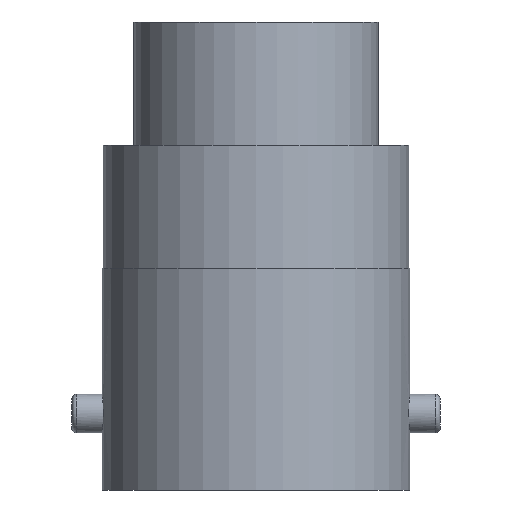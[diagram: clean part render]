
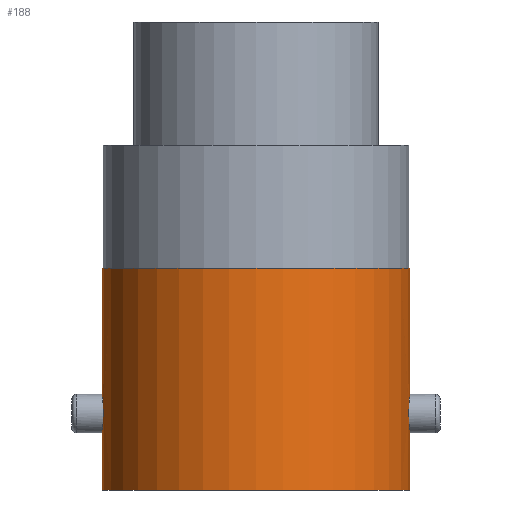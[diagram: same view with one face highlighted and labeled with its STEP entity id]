
A CAD part, front view. The second image highlights one B-rep face of the part: STEP entity #188.
In plain terms, the highlighted cylindrical face has radius 7.938 mm (diameter 15.875 mm), a full revolution.
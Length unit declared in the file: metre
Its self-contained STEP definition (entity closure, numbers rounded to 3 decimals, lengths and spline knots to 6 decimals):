
#16=B_SPLINE_CURVE_WITH_KNOTS('',3,(#336,#337,#338,#339,#340,#341,#342,
#343,#344,#345,#346),.UNSPECIFIED.,.T.,.F.,(1,1,1,1,1,1,1,1,1,1,1,1,1,1,
1),(-0.002347,-0.001565,-0.000782,0.,
0.000782,0.001565,0.002347,0.003129,
0.003911,0.004694,0.005476,0.006258,
0.007041,0.007823,0.008605),
 .UNSPECIFIED.);
#17=B_SPLINE_CURVE_WITH_KNOTS('',3,(#350,#351,#352,#353,#354,#355,#356,
#357,#358,#359,#360),.UNSPECIFIED.,.T.,.F.,(1,1,1,1,1,1,1,1,1,1,1,1,1,1,
1),(-0.002347,-0.001565,-0.000782,0.,
0.000782,0.001565,0.002347,0.003129,
0.003911,0.004694,0.005476,0.006258,
0.007041,0.007823,0.008605),
 .UNSPECIFIED.);
#36=ORIENTED_EDGE('',*,*,#66,.T.);
#37=ORIENTED_EDGE('',*,*,#67,.T.);
#38=ORIENTED_EDGE('',*,*,#65,.F.);
#39=ORIENTED_EDGE('',*,*,#68,.F.);
#65=EDGE_CURVE('',#82,#82,#99,.T.);
#66=EDGE_CURVE('',#83,#83,#16,.T.);
#67=EDGE_CURVE('',#84,#84,#100,.T.);
#68=EDGE_CURVE('',#85,#85,#17,.T.);
#82=VERTEX_POINT('',#334);
#83=VERTEX_POINT('',#347);
#84=VERTEX_POINT('',#349);
#85=VERTEX_POINT('',#361);
#99=CIRCLE('',#227,0.007938);
#100=CIRCLE('',#229,0.007938);
#119=EDGE_LOOP('',(#36));
#120=EDGE_LOOP('',(#37));
#121=EDGE_LOOP('',(#38));
#122=EDGE_LOOP('',(#39));
#153=FACE_BOUND('',#119,.T.);
#154=FACE_BOUND('',#120,.T.);
#155=FACE_BOUND('',#121,.T.);
#156=FACE_BOUND('',#122,.T.);
#178=CYLINDRICAL_SURFACE('',#228,0.007938);
#188=ADVANCED_FACE('',(#153,#154,#155,#156),#178,.T.);
#227=AXIS2_PLACEMENT_3D('',#333,#274,#275);
#228=AXIS2_PLACEMENT_3D('',#335,#276,#277);
#229=AXIS2_PLACEMENT_3D('',#348,#278,#279);
#274=DIRECTION('',(0.,0.,1.));
#275=DIRECTION('',(1.,0.,0.));
#276=DIRECTION('',(0.,0.,1.));
#277=DIRECTION('',(1.,0.,0.));
#278=DIRECTION('',(0.,0.,1.));
#279=DIRECTION('',(1.,0.,0.));
#333=CARTESIAN_POINT('',(0.,0.,0.));
#334=CARTESIAN_POINT('',(0.007938,0.,0.));
#335=CARTESIAN_POINT('',(0.,0.,-0.0115));
#336=CARTESIAN_POINT('',(0.007906,0.000784,-0.008283));
#337=CARTESIAN_POINT('',(0.007953,0.,-0.008608));
#338=CARTESIAN_POINT('',(0.007906,-0.000784,-0.008283));
#339=CARTESIAN_POINT('',(0.007858,-0.001108,-0.007501));
#340=CARTESIAN_POINT('',(0.007906,-0.000784,-0.006717));
#341=CARTESIAN_POINT('',(0.007953,0.,-0.006392));
#342=CARTESIAN_POINT('',(0.007906,0.000783,-0.006716));
#343=CARTESIAN_POINT('',(0.007858,0.001108,-0.007499));
#344=CARTESIAN_POINT('',(0.007906,0.000784,-0.008283));
#345=CARTESIAN_POINT('',(0.007953,0.,-0.008608));
#346=CARTESIAN_POINT('',(0.007906,-0.000784,-0.008283));
#347=CARTESIAN_POINT('',(0.007938,0.,-0.0085));
#348=CARTESIAN_POINT('',(0.,0.,-0.011441));
#349=CARTESIAN_POINT('',(0.007938,0.,-0.011441));
#350=CARTESIAN_POINT('',(-0.007906,0.000784,-0.008283));
#351=CARTESIAN_POINT('',(-0.007953,0.,-0.008608));
#352=CARTESIAN_POINT('',(-0.007906,-0.000784,-0.008283));
#353=CARTESIAN_POINT('',(-0.007858,-0.001108,-0.007501));
#354=CARTESIAN_POINT('',(-0.007906,-0.000784,-0.006717));
#355=CARTESIAN_POINT('',(-0.007953,0.,-0.006392));
#356=CARTESIAN_POINT('',(-0.007906,0.000783,-0.006716));
#357=CARTESIAN_POINT('',(-0.007858,0.001108,-0.007499));
#358=CARTESIAN_POINT('',(-0.007906,0.000784,-0.008283));
#359=CARTESIAN_POINT('',(-0.007953,0.,-0.008608));
#360=CARTESIAN_POINT('',(-0.007906,-0.000784,-0.008283));
#361=CARTESIAN_POINT('',(-0.007938,0.,-0.0085));
